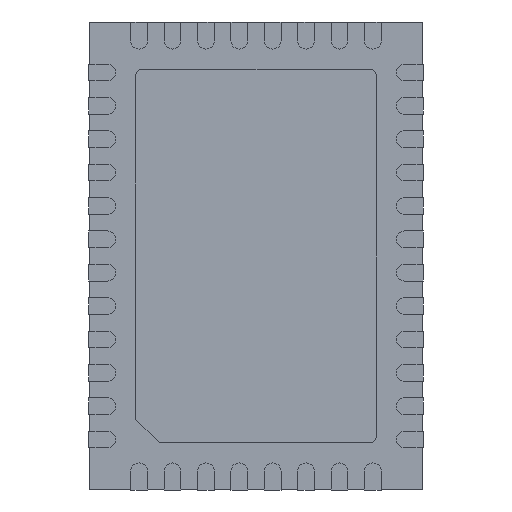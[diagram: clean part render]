
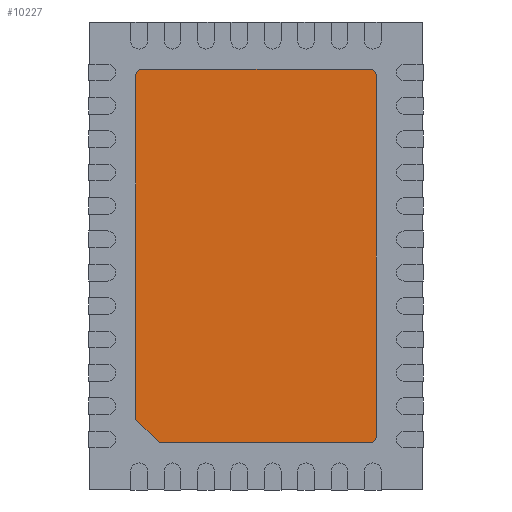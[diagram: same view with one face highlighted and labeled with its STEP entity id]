
A CAD part, front view. The second image highlights one B-rep face of the part: STEP entity #10227.
In plain terms, the highlighted planar face has unit normal (0, -1, 0).
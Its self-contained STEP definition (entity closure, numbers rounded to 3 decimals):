
#309 = ORIENTED_EDGE ( 'NONE', *, *, #13951, .T. ) ;
#625 = VECTOR ( 'NONE', #3314, 1000. ) ;
#751 = DIRECTION ( 'NONE',  ( 0., -1., 0. ) ) ;
#1263 = LINE ( 'NONE', #15036, #1577 ) ;
#1577 = VECTOR ( 'NONE', #8161, 1000. ) ;
#2034 = CARTESIAN_POINT ( 'NONE',  ( -1.7, -0.025, 2.8 ) ) ;
#2257 = ORIENTED_EDGE ( 'NONE', *, *, #10737, .T. ) ;
#2426 = CARTESIAN_POINT ( 'NONE',  ( 0., -0.025, 0. ) ) ;
#2456 = DIRECTION ( 'NONE',  ( 0., -1., 0. ) ) ;
#2787 = VERTEX_POINT ( 'NONE', #9830 ) ;
#2801 = VERTEX_POINT ( 'NONE', #8674 ) ;
#3134 = LINE ( 'NONE', #8911, #8402 ) ;
#3254 = VERTEX_POINT ( 'NONE', #14157 ) ;
#3314 = DIRECTION ( 'NONE',  ( -1., 0., 0. ) ) ;
#3401 = CARTESIAN_POINT ( 'NONE',  ( 1.8, -0.025, -2.7 ) ) ;
#3541 = CARTESIAN_POINT ( 'NONE',  ( 1.7, -0.025, 2.7 ) ) ;
#3584 = VECTOR ( 'NONE', #12496, 1000. ) ;
#3795 = VERTEX_POINT ( 'NONE', #3401 ) ;
#4010 = CIRCLE ( 'NONE', #12523, 0.1 ) ;
#4519 = CARTESIAN_POINT ( 'NONE',  ( 1.7, -0.025, -2.8 ) ) ;
#4678 = ORIENTED_EDGE ( 'NONE', *, *, #10892, .T. ) ;
#4823 = DIRECTION ( 'NONE',  ( 0., 0., 1. ) ) ;
#4829 = DIRECTION ( 'NONE',  ( 0., 0., 1. ) ) ;
#5027 = ORIENTED_EDGE ( 'NONE', *, *, #13873, .T. ) ;
#5277 = LINE ( 'NONE', #9886, #3584 ) ;
#5834 = LINE ( 'NONE', #12899, #9851 ) ;
#5919 = CARTESIAN_POINT ( 'NONE',  ( 1.7, -0.025, -2.7 ) ) ;
#6478 = ORIENTED_EDGE ( 'NONE', *, *, #14084, .T. ) ;
#6533 = CARTESIAN_POINT ( 'NONE',  ( -1.7, -0.025, 2.7 ) ) ;
#7868 = CARTESIAN_POINT ( 'NONE',  ( -1.45, -0.025, -2.8 ) ) ;
#7919 = DIRECTION ( 'NONE',  ( 0., 0., 1. ) ) ;
#8008 = FACE_OUTER_BOUND ( 'NONE', #12073, .T. ) ;
#8161 = DIRECTION ( 'NONE',  ( 1., 0., 0. ) ) ;
#8183 = DIRECTION ( 'NONE',  ( 0., 0., 1. ) ) ;
#8402 = VECTOR ( 'NONE', #7919, 1000. ) ;
#8659 = CIRCLE ( 'NONE', #13772, 0.1 ) ;
#8674 = CARTESIAN_POINT ( 'NONE',  ( -1.8, -0.025, 2.7 ) ) ;
#8911 = CARTESIAN_POINT ( 'NONE',  ( 1.8, -0.025, 2.8 ) ) ;
#8958 = ORIENTED_EDGE ( 'NONE', *, *, #13664, .T. ) ;
#9429 = AXIS2_PLACEMENT_3D ( 'NONE', #6533, #751, #11187 ) ;
#9488 = CARTESIAN_POINT ( 'NONE',  ( -1.8, -0.025, -2.45 ) ) ;
#9538 = VERTEX_POINT ( 'NONE', #9488 ) ;
#9592 = DIRECTION ( 'NONE',  ( 0.707, 0., -0.707 ) ) ;
#9830 = CARTESIAN_POINT ( 'NONE',  ( 1.8, -0.025, 2.7 ) ) ;
#9851 = VECTOR ( 'NONE', #9592, 1000. ) ;
#9886 = CARTESIAN_POINT ( 'NONE',  ( -1.8, -0.025, 2.8 ) ) ;
#10217 = VERTEX_POINT ( 'NONE', #4519 ) ;
#10227 = ADVANCED_FACE ( 'NONE', ( #8008 ), #10542, .F. ) ;
#10542 = PLANE ( 'NONE',  #11309 ) ;
#10545 = DIRECTION ( 'NONE',  ( 0., -1., 0. ) ) ;
#10737 = EDGE_CURVE ( 'NONE', #3795, #2787, #3134, .T. ) ;
#10892 = EDGE_CURVE ( 'NONE', #9538, #12476, #5834, .T. ) ;
#11187 = DIRECTION ( 'NONE',  ( 0., 0., 1. ) ) ;
#11253 = VERTEX_POINT ( 'NONE', #2034 ) ;
#11309 = AXIS2_PLACEMENT_3D ( 'NONE', #2426, #12687, #4823 ) ;
#11580 = CARTESIAN_POINT ( 'NONE',  ( 1.8, -0.025, 2.8 ) ) ;
#12073 = EDGE_LOOP ( 'NONE', ( #5027, #4678, #14947, #8958, #2257, #12994, #309, #6478 ) ) ;
#12141 = CIRCLE ( 'NONE', #9429, 0.1 ) ;
#12476 = VERTEX_POINT ( 'NONE', #7868 ) ;
#12496 = DIRECTION ( 'NONE',  ( 0., 0., -1. ) ) ;
#12523 = AXIS2_PLACEMENT_3D ( 'NONE', #3541, #2456, #8183 ) ;
#12687 = DIRECTION ( 'NONE',  ( 0., 1., 0. ) ) ;
#12899 = CARTESIAN_POINT ( 'NONE',  ( -1.45, -0.025, -2.8 ) ) ;
#12994 = ORIENTED_EDGE ( 'NONE', *, *, #13159, .T. ) ;
#13159 = EDGE_CURVE ( 'NONE', #2787, #3254, #4010, .T. ) ;
#13618 = EDGE_CURVE ( 'NONE', #12476, #10217, #1263, .T. ) ;
#13664 = EDGE_CURVE ( 'NONE', #10217, #3795, #8659, .T. ) ;
#13686 = LINE ( 'NONE', #11580, #625 ) ;
#13772 = AXIS2_PLACEMENT_3D ( 'NONE', #5919, #10545, #4829 ) ;
#13873 = EDGE_CURVE ( 'NONE', #2801, #9538, #5277, .T. ) ;
#13951 = EDGE_CURVE ( 'NONE', #3254, #11253, #13686, .T. ) ;
#14084 = EDGE_CURVE ( 'NONE', #11253, #2801, #12141, .T. ) ;
#14157 = CARTESIAN_POINT ( 'NONE',  ( 1.7, -0.025, 2.8 ) ) ;
#14947 = ORIENTED_EDGE ( 'NONE', *, *, #13618, .T. ) ;
#15036 = CARTESIAN_POINT ( 'NONE',  ( 1.8, -0.025, -2.8 ) ) ;
